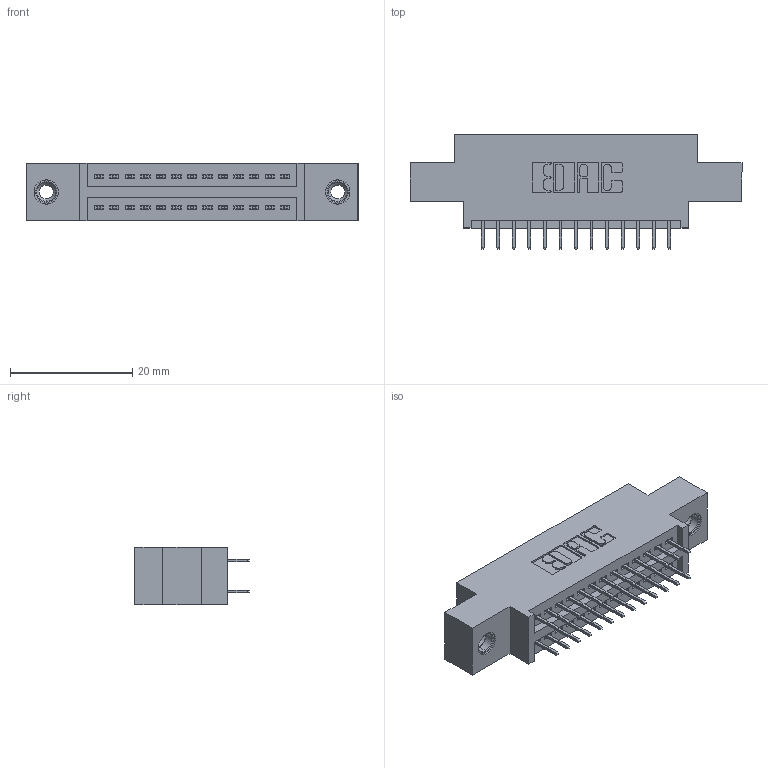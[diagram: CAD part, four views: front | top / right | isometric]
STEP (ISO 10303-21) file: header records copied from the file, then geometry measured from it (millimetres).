
FILE_DESCRIPTION (( 'STEP AP203' ), '1' );
FILE_NAME ('395-026-525-808.STEP', '2020-09-23T16:35:03', ( '' ), ( '' ), 'SwSTEP 2.0', 'SolidWorks 2020', '' );
FILE_SCHEMA (( 'CONFIG_CONTROL_DESIGN' ));
Length unit declared in the file: inch
Products named in the file (4): 345-250-001_345-250-003-102; 345-292-001_345-293-125; 395-026-525-808; 345 Part_0.170 Offset - 0.156 Dia-TI
Assembly tree (29 placements, depth 2):
  395-026-525-808
    345 Part_0.170 Offset - 0.156 Dia-TI
    345-292-001_345-293-125  x26
    345-250-001_345-250-003-102  x2
Bounding box: 54.23 x 18.72 x 9.4 mm (x, y, z)
Volume: 4836 mm3; surface area: 6614.7 mm2
Topology: 29 solids, 29 shells, 1594 faces, 4467 edges, 2866 vertices
Faces by surface type: plane 1130, cylinder 448, cone 12, torus 4
Entity records: 15496 total; most frequent: CARTESIAN_POINT 2607, ORIENTED_EDGE 2534, DIRECTION 2361, EDGE_CURVE 1267, VECTOR 1067, LINE 1067, VERTEX_POINT 836, AXIS2_PLACEMENT_3D 647
